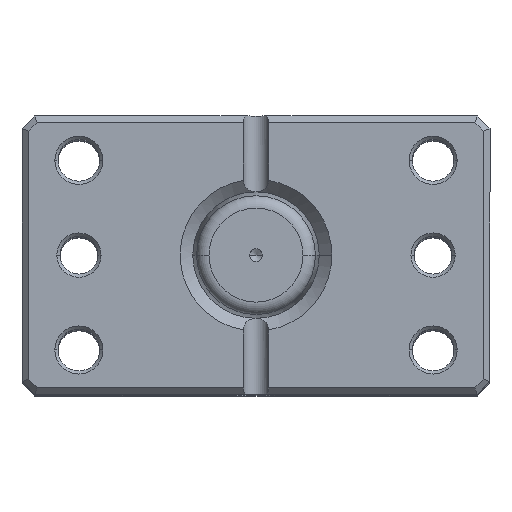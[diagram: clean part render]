
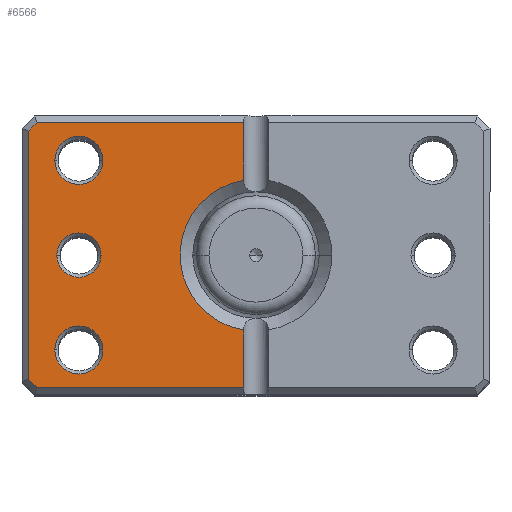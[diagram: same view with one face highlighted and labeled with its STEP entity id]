
A CAD part, top view. The second image highlights one B-rep face of the part: STEP entity #6566.
In plain terms, the highlighted face is planar.
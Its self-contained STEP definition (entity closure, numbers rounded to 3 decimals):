
#79 = ORIENTED_EDGE ( 'NONE', *, *, #3376, .T. ) ;
#117 = CIRCLE ( 'NONE', #3143, 3.8 ) ;
#166 = CARTESIAN_POINT ( 'NONE',  ( 31.8, -15., 0. ) ) ;
#175 = AXIS2_PLACEMENT_3D ( 'NONE', #4073, #903, #4595 ) ;
#187 = VERTEX_POINT ( 'NONE', #6004 ) ;
#275 = CARTESIAN_POINT ( 'NONE',  ( 2., 22., 0. ) ) ;
#321 = CARTESIAN_POINT ( 'NONE',  ( 24.2, 15., 0. ) ) ;
#336 = EDGE_CURVE ( 'NONE', #5551, #2261, #4589, .T. ) ;
#382 = VERTEX_POINT ( 'NONE', #6498 ) ;
#402 = CARTESIAN_POINT ( 'NONE',  ( 36., 0., 0. ) ) ;
#522 = VERTEX_POINT ( 'NONE', #5482 ) ;
#772 = CARTESIAN_POINT ( 'NONE',  ( 2., -21., 0. ) ) ;
#790 = PLANE ( 'NONE',  #6896 ) ;
#839 = EDGE_CURVE ( 'NONE', #4473, #1869, #1528, .T. ) ;
#873 = VERTEX_POINT ( 'NONE', #2402 ) ;
#903 = DIRECTION ( 'NONE',  ( 0., 0., 1. ) ) ;
#1181 = EDGE_LOOP ( 'NONE', ( #4889, #1579 ) ) ;
#1210 = CARTESIAN_POINT ( 'NONE',  ( 2., 21., 0. ) ) ;
#1222 = CARTESIAN_POINT ( 'NONE',  ( 34.586, -21., 0. ) ) ;
#1301 = DIRECTION ( 'NONE',  ( 1., 0., 0. ) ) ;
#1307 = DIRECTION ( 'NONE',  ( 0., 0., 1. ) ) ;
#1339 = LINE ( 'NONE', #275, #6867 ) ;
#1365 = CARTESIAN_POINT ( 'NONE',  ( 0., -21., 0. ) ) ;
#1392 = DIRECTION ( 'NONE',  ( 0., 0., 1. ) ) ;
#1418 = ORIENTED_EDGE ( 'NONE', *, *, #4619, .T. ) ;
#1528 = LINE ( 'NONE', #1365, #4168 ) ;
#1533 = EDGE_CURVE ( 'NONE', #873, #4473, #3341, .T. ) ;
#1547 = EDGE_CURVE ( 'NONE', #2261, #5551, #4564, .T. ) ;
#1579 = ORIENTED_EDGE ( 'NONE', *, *, #6660, .T. ) ;
#1722 = AXIS2_PLACEMENT_3D ( 'NONE', #1742, #3346, #3878 ) ;
#1730 = EDGE_CURVE ( 'NONE', #1869, #3027, #4995, .T. ) ;
#1742 = CARTESIAN_POINT ( 'NONE',  ( 28., 0., 0. ) ) ;
#1753 = VECTOR ( 'NONE', #4813, 1000. ) ;
#1782 = CARTESIAN_POINT ( 'NONE',  ( 2., 22., 0. ) ) ;
#1858 = DIRECTION ( 'NONE',  ( 0., 1., 0. ) ) ;
#1869 = VERTEX_POINT ( 'NONE', #772 ) ;
#1879 = ORIENTED_EDGE ( 'NONE', *, *, #839, .T. ) ;
#1944 = EDGE_CURVE ( 'NONE', #5367, #2126, #3491, .T. ) ;
#1972 = EDGE_CURVE ( 'NONE', #382, #187, #6022, .T. ) ;
#2126 = VERTEX_POINT ( 'NONE', #166 ) ;
#2261 = VERTEX_POINT ( 'NONE', #5826 ) ;
#2318 = DIRECTION ( 'NONE',  ( -1., 0., 0. ) ) ;
#2348 = VECTOR ( 'NONE', #3238, 1000. ) ;
#2402 = CARTESIAN_POINT ( 'NONE',  ( 36., -19.586, 0. ) ) ;
#2452 = DIRECTION ( 'NONE',  ( 0., 0., 1. ) ) ;
#2570 = VECTOR ( 'NONE', #4097, 1000. ) ;
#2577 = CIRCLE ( 'NONE', #5444, 3.8 ) ;
#2661 = CARTESIAN_POINT ( 'NONE',  ( 31.8, 15., 0. ) ) ;
#2734 = EDGE_CURVE ( 'NONE', #4066, #382, #6456, .T. ) ;
#2917 = FACE_OUTER_BOUND ( 'NONE', #4819, .T. ) ;
#3027 = VERTEX_POINT ( 'NONE', #6761 ) ;
#3143 = AXIS2_PLACEMENT_3D ( 'NONE', #4549, #1392, #5097 ) ;
#3238 = DIRECTION ( 'NONE',  ( 1., 0., 0. ) ) ;
#3320 = ORIENTED_EDGE ( 'NONE', *, *, #1944, .T. ) ;
#3335 = AXIS2_PLACEMENT_3D ( 'NONE', #4467, #1307, #5013 ) ;
#3341 = LINE ( 'NONE', #6217, #4736 ) ;
#3346 = DIRECTION ( 'NONE',  ( 0., 0., 1. ) ) ;
#3376 = EDGE_CURVE ( 'NONE', #3027, #522, #5852, .T. ) ;
#3388 = DIRECTION ( 'NONE',  ( 0., 1., 0. ) ) ;
#3446 = VERTEX_POINT ( 'NONE', #321 ) ;
#3491 = CIRCLE ( 'NONE', #5869, 3.8 ) ;
#3577 = VECTOR ( 'NONE', #3388, 1000. ) ;
#3597 = ORIENTED_EDGE ( 'NONE', *, *, #1730, .T. ) ;
#3621 = ORIENTED_EDGE ( 'NONE', *, *, #336, .T. ) ;
#3774 = CARTESIAN_POINT ( 'NONE',  ( 0., 21., 0. ) ) ;
#3817 = LINE ( 'NONE', #402, #2570 ) ;
#3878 = DIRECTION ( 'NONE',  ( 1., 0., 0. ) ) ;
#3904 = ORIENTED_EDGE ( 'NONE', *, *, #1972, .T. ) ;
#4066 = VERTEX_POINT ( 'NONE', #1210 ) ;
#4073 = CARTESIAN_POINT ( 'NONE',  ( 28., -15., 0. ) ) ;
#4097 = DIRECTION ( 'NONE',  ( 0., -1., 0. ) ) ;
#4145 = EDGE_CURVE ( 'NONE', #3446, #6919, #2577, .T. ) ;
#4168 = VECTOR ( 'NONE', #2318, 1000. ) ;
#4288 = CARTESIAN_POINT ( 'NONE',  ( 24.5, 0., 0. ) ) ;
#4315 = FACE_BOUND ( 'NONE', #6562, .T. ) ;
#4463 = DIRECTION ( 'NONE',  ( 0., 0., 1. ) ) ;
#4467 = CARTESIAN_POINT ( 'NONE',  ( 0., 0., 0. ) ) ;
#4473 = VERTEX_POINT ( 'NONE', #1222 ) ;
#4549 = CARTESIAN_POINT ( 'NONE',  ( 28., 15., 0. ) ) ;
#4564 = CIRCLE ( 'NONE', #1722, 3.5 ) ;
#4578 = AXIS2_PLACEMENT_3D ( 'NONE', #4872, #5177, #5218 ) ;
#4588 = EDGE_CURVE ( 'NONE', #2126, #5367, #5571, .T. ) ;
#4589 = CIRCLE ( 'NONE', #4578, 3.5 ) ;
#4595 = DIRECTION ( 'NONE',  ( 1., 0., 0. ) ) ;
#4619 = EDGE_CURVE ( 'NONE', #187, #873, #3817, .T. ) ;
#4736 = VECTOR ( 'NONE', #5284, 1000. ) ;
#4757 = CARTESIAN_POINT ( 'NONE',  ( 27.793, 27.793, 0. ) ) ;
#4813 = DIRECTION ( 'NONE',  ( 0.707, -0.707, 0. ) ) ;
#4819 = EDGE_LOOP ( 'NONE', ( #3597, #79, #6252, #6267, #3904, #1418, #5139, #1879 ) ) ;
#4872 = CARTESIAN_POINT ( 'NONE',  ( 28., 0., 0. ) ) ;
#4889 = ORIENTED_EDGE ( 'NONE', *, *, #4145, .T. ) ;
#4969 = DIRECTION ( 'NONE',  ( 1., 0., 0. ) ) ;
#4970 = ORIENTED_EDGE ( 'NONE', *, *, #4588, .T. ) ;
#4995 = LINE ( 'NONE', #1782, #3577 ) ;
#5001 = DIRECTION ( 'NONE',  ( 0., 0., 1. ) ) ;
#5013 = DIRECTION ( 'NONE',  ( 1., 0., 0. ) ) ;
#5097 = DIRECTION ( 'NONE',  ( 1., 0., 0. ) ) ;
#5101 = ORIENTED_EDGE ( 'NONE', *, *, #1547, .T. ) ;
#5139 = ORIENTED_EDGE ( 'NONE', *, *, #1533, .T. ) ;
#5177 = DIRECTION ( 'NONE',  ( 0., 0., 1. ) ) ;
#5218 = DIRECTION ( 'NONE',  ( 1., 0., 0. ) ) ;
#5225 = EDGE_LOOP ( 'NONE', ( #3320, #4970 ) ) ;
#5234 = CARTESIAN_POINT ( 'NONE',  ( 28., -15., 0. ) ) ;
#5284 = DIRECTION ( 'NONE',  ( -0.707, -0.707, 0. ) ) ;
#5367 = VERTEX_POINT ( 'NONE', #5748 ) ;
#5444 = AXIS2_PLACEMENT_3D ( 'NONE', #5642, #2452, #6213 ) ;
#5482 = CARTESIAN_POINT ( 'NONE',  ( 2., 11.832, 0. ) ) ;
#5535 = CARTESIAN_POINT ( 'NONE',  ( 0., 0., 0. ) ) ;
#5551 = VERTEX_POINT ( 'NONE', #4288 ) ;
#5571 = CIRCLE ( 'NONE', #175, 3.8 ) ;
#5642 = CARTESIAN_POINT ( 'NONE',  ( 28., 15., 0. ) ) ;
#5748 = CARTESIAN_POINT ( 'NONE',  ( 24.2, -15., 0. ) ) ;
#5826 = CARTESIAN_POINT ( 'NONE',  ( 31.5, 0., 0. ) ) ;
#5852 = CIRCLE ( 'NONE', #3335, 12. ) ;
#5869 = AXIS2_PLACEMENT_3D ( 'NONE', #5234, #5001, #4969 ) ;
#5935 = FACE_BOUND ( 'NONE', #5225, .T. ) ;
#6004 = CARTESIAN_POINT ( 'NONE',  ( 36., 19.586, 0. ) ) ;
#6022 = LINE ( 'NONE', #4757, #1753 ) ;
#6112 = FACE_BOUND ( 'NONE', #1181, .T. ) ;
#6213 = DIRECTION ( 'NONE',  ( 1., 0., 0. ) ) ;
#6217 = CARTESIAN_POINT ( 'NONE',  ( 27.793, -27.793, 0. ) ) ;
#6252 = ORIENTED_EDGE ( 'NONE', *, *, #6594, .T. ) ;
#6267 = ORIENTED_EDGE ( 'NONE', *, *, #2734, .T. ) ;
#6456 = LINE ( 'NONE', #3774, #2348 ) ;
#6498 = CARTESIAN_POINT ( 'NONE',  ( 34.586, 21., 0. ) ) ;
#6562 = EDGE_LOOP ( 'NONE', ( #3621, #5101 ) ) ;
#6566 = ADVANCED_FACE ( 'NONE', ( #4315, #5935, #6112, #2917 ), #790, .F. ) ;
#6594 = EDGE_CURVE ( 'NONE', #522, #4066, #1339, .T. ) ;
#6660 = EDGE_CURVE ( 'NONE', #6919, #3446, #117, .T. ) ;
#6761 = CARTESIAN_POINT ( 'NONE',  ( 2., -11.832, 0. ) ) ;
#6867 = VECTOR ( 'NONE', #1858, 1000. ) ;
#6896 = AXIS2_PLACEMENT_3D ( 'NONE', #5535, #4463, #1301 ) ;
#6919 = VERTEX_POINT ( 'NONE', #2661 ) ;
